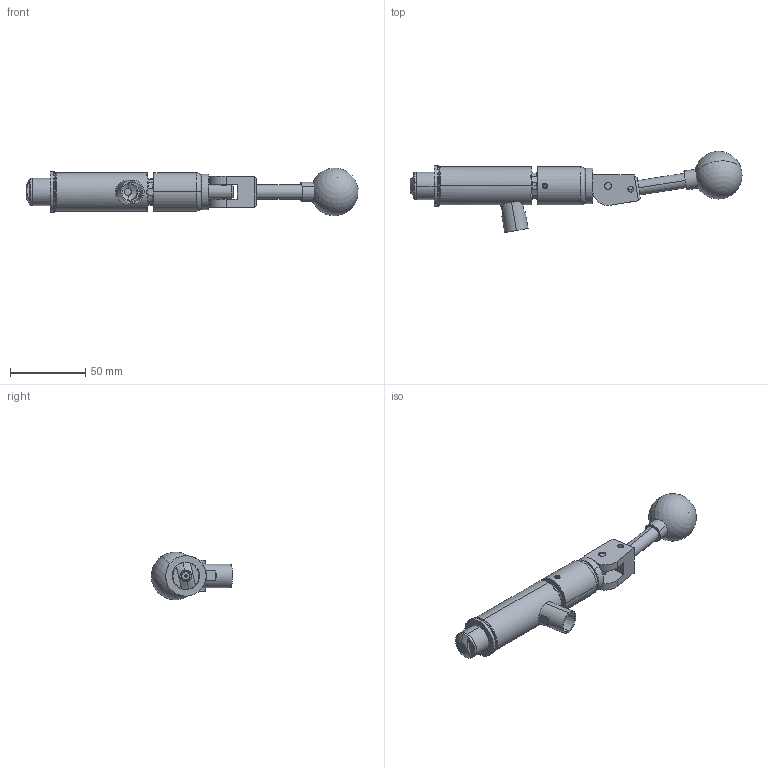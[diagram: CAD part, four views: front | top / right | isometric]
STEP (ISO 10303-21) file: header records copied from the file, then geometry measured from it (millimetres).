
FILE_DESCRIPTION (( 'STEP AP214' ), '1' );
FILE_NAME ('CTSC-003750.STEP', '2025-06-18T12:11:27', ( '' ), ( '' ), 'SwSTEP 2.0', 'SolidWorks 2023', '' );
FILE_SCHEMA (( 'AUTOMOTIVE_DESIGN' ));
Length unit declared in the file: inch
Products named in the file (1): CTSC-003750
Bounding box: 220.94 x 54.02 x 31.66 mm (x, y, z)
Volume: 85972 mm3; surface area: 27086.9 mm2
Topology: 9 solids, 9 shells, 297 faces, 729 edges, 465 vertices
Faces by surface type: cylinder 120, plane 112, cone 51, torus 9, bspline 3, sphere 2
Entity records: 13794 total; most frequent: CARTESIAN_POINT 3031, DIRECTION 1477, ORIENTED_EDGE 1444, EDGE_CURVE 722, AXIS2_PLACEMENT_3D 581, VERTEX_POINT 462, EDGE_LOOP 334, LINE 315
